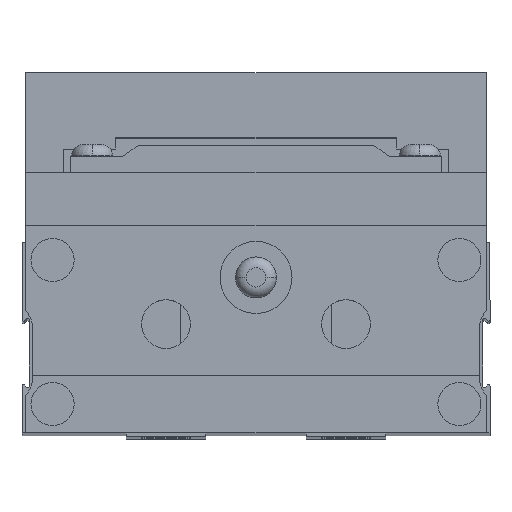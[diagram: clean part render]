
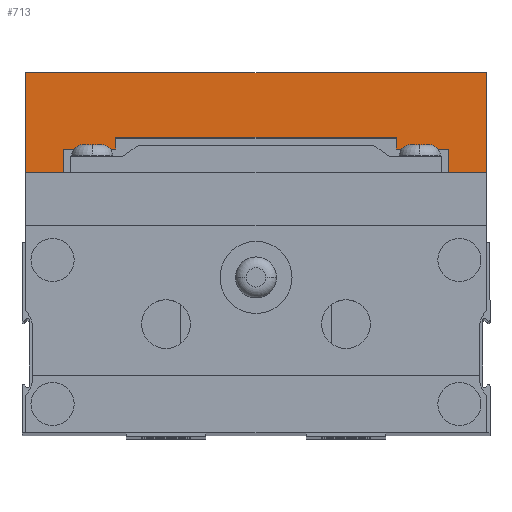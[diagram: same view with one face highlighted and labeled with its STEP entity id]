
A CAD part, top view. The second image highlights one B-rep face of the part: STEP entity #713.
In plain terms, the highlighted planar face has unit normal (0, 0, 1).
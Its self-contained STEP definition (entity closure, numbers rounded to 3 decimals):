
#9 = ORIENTED_EDGE ( 'NONE', *, *, #13194, .F. ) ;
#383 = DIRECTION ( 'NONE',  ( 1., 0., 0. ) ) ;
#574 = LINE ( 'NONE', #22587, #19543 ) ;
#625 = CARTESIAN_POINT ( 'NONE',  ( 19.5, 40.2, 73.2 ) ) ;
#658 = VECTOR ( 'NONE', #23445, 1000. ) ;
#713 = ADVANCED_FACE ( 'NONE', ( #13994 ), #25459, .T. ) ;
#843 = CARTESIAN_POINT ( 'NONE',  ( -32., 50.8, 73.2 ) ) ;
#1269 = VECTOR ( 'NONE', #8480, 1000. ) ;
#1279 = DIRECTION ( 'NONE',  ( 0., 1., 0. ) ) ;
#1399 = EDGE_CURVE ( 'NONE', #4159, #7303, #14731, .T. ) ;
#1670 = VECTOR ( 'NONE', #4224, 1000. ) ;
#1759 = EDGE_CURVE ( 'NONE', #10989, #18797, #7210, .T. ) ;
#2861 = CARTESIAN_POINT ( 'NONE',  ( 26.8, 40.2, 73.2 ) ) ;
#2965 = CARTESIAN_POINT ( 'NONE',  ( -19.5, 40.2, 73.2 ) ) ;
#3368 = ORIENTED_EDGE ( 'NONE', *, *, #8052, .F. ) ;
#3547 = VECTOR ( 'NONE', #383, 1000. ) ;
#3548 = DIRECTION ( 'NONE',  ( 1., 0., 0. ) ) ;
#3831 = ORIENTED_EDGE ( 'NONE', *, *, #3956, .F. ) ;
#3956 = EDGE_CURVE ( 'NONE', #7303, #10989, #24138, .T. ) ;
#4159 = VERTEX_POINT ( 'NONE', #17820 ) ;
#4176 = VECTOR ( 'NONE', #8671, 1000. ) ;
#4224 = DIRECTION ( 'NONE',  ( -1., 0., 0. ) ) ;
#4360 = LINE ( 'NONE', #10300, #3547 ) ;
#4776 = VECTOR ( 'NONE', #17054, 1000. ) ;
#5279 = CARTESIAN_POINT ( 'NONE',  ( -32., 35.8, 73.2 ) ) ;
#5354 = ORIENTED_EDGE ( 'NONE', *, *, #22945, .F. ) ;
#5427 = CARTESIAN_POINT ( 'NONE',  ( 26.8, 40.2, 73.2 ) ) ;
#7210 = LINE ( 'NONE', #17034, #25261 ) ;
#7303 = VERTEX_POINT ( 'NONE', #8166 ) ;
#7353 = LINE ( 'NONE', #5279, #4776 ) ;
#7361 = LINE ( 'NONE', #5427, #11593 ) ;
#7592 = LINE ( 'NONE', #19956, #1670 ) ;
#8052 = EDGE_CURVE ( 'NONE', #9545, #14777, #23192, .T. ) ;
#8166 = CARTESIAN_POINT ( 'NONE',  ( -26.8, 40.2, 73.2 ) ) ;
#8224 = LINE ( 'NONE', #625, #1269 ) ;
#8480 = DIRECTION ( 'NONE',  ( 0., 1., 0. ) ) ;
#8671 = DIRECTION ( 'NONE',  ( 0., -1., 0. ) ) ;
#9103 = EDGE_CURVE ( 'NONE', #18797, #25438, #7353, .T. ) ;
#9314 = VERTEX_POINT ( 'NONE', #9916 ) ;
#9378 = EDGE_CURVE ( 'NONE', #25438, #9545, #4360, .T. ) ;
#9545 = VERTEX_POINT ( 'NONE', #18932 ) ;
#9687 = CARTESIAN_POINT ( 'NONE',  ( 26.8, 35.8, 73.2 ) ) ;
#9916 = CARTESIAN_POINT ( 'NONE',  ( 19.5, 41.8, 73.2 ) ) ;
#10300 = CARTESIAN_POINT ( 'NONE',  ( -32., 50.8, 73.2 ) ) ;
#10836 = DIRECTION ( 'NONE',  ( -1., 0., 0. ) ) ;
#10864 = VECTOR ( 'NONE', #10836, 1000. ) ;
#10989 = VERTEX_POINT ( 'NONE', #21319 ) ;
#11080 = DIRECTION ( 'NONE',  ( -1., 0., 0. ) ) ;
#11217 = VECTOR ( 'NONE', #1279, 1000. ) ;
#11593 = VECTOR ( 'NONE', #21166, 1000. ) ;
#11690 = CARTESIAN_POINT ( 'NONE',  ( -32., 28.5, 73.2 ) ) ;
#12132 = EDGE_CURVE ( 'NONE', #13600, #9314, #8224, .T. ) ;
#12672 = DIRECTION ( 'NONE',  ( 0., -1., 0. ) ) ;
#12771 = ORIENTED_EDGE ( 'NONE', *, *, #9378, .F. ) ;
#13025 = LINE ( 'NONE', #13146, #10864 ) ;
#13146 = CARTESIAN_POINT ( 'NONE',  ( 32., 35.8, 73.2 ) ) ;
#13194 = EDGE_CURVE ( 'NONE', #21954, #17947, #24875, .T. ) ;
#13499 = ORIENTED_EDGE ( 'NONE', *, *, #9103, .F. ) ;
#13600 = VERTEX_POINT ( 'NONE', #19550 ) ;
#13994 = FACE_OUTER_BOUND ( 'NONE', #24488, .T. ) ;
#14194 = EDGE_CURVE ( 'NONE', #14777, #21954, #13025, .T. ) ;
#14731 = LINE ( 'NONE', #2965, #17002 ) ;
#14777 = VERTEX_POINT ( 'NONE', #21362 ) ;
#15338 = ORIENTED_EDGE ( 'NONE', *, *, #1759, .F. ) ;
#15438 = EDGE_CURVE ( 'NONE', #24835, #4159, #574, .T. ) ;
#16094 = ORIENTED_EDGE ( 'NONE', *, *, #1399, .F. ) ;
#16910 = CARTESIAN_POINT ( 'NONE',  ( 26.8, 35.8, 73.2 ) ) ;
#17002 = VECTOR ( 'NONE', #18966, 1000. ) ;
#17034 = CARTESIAN_POINT ( 'NONE',  ( -26.8, 35.8, 73.2 ) ) ;
#17054 = DIRECTION ( 'NONE',  ( 0., 1., 0. ) ) ;
#17696 = CARTESIAN_POINT ( 'NONE',  ( -32., 35.8, 73.2 ) ) ;
#17820 = CARTESIAN_POINT ( 'NONE',  ( -19.5, 40.2, 73.2 ) ) ;
#17944 = ORIENTED_EDGE ( 'NONE', *, *, #15438, .F. ) ;
#17947 = VERTEX_POINT ( 'NONE', #2861 ) ;
#18797 = VERTEX_POINT ( 'NONE', #17696 ) ;
#18932 = CARTESIAN_POINT ( 'NONE',  ( 32., 50.8, 73.2 ) ) ;
#18966 = DIRECTION ( 'NONE',  ( -1., 0., 0. ) ) ;
#19204 = CARTESIAN_POINT ( 'NONE',  ( 32., 50.8, 73.2 ) ) ;
#19406 = DIRECTION ( 'NONE',  ( 0., 0., 1. ) ) ;
#19476 = CARTESIAN_POINT ( 'NONE',  ( -19.5, 41.8, 73.2 ) ) ;
#19543 = VECTOR ( 'NONE', #12672, 1000. ) ;
#19550 = CARTESIAN_POINT ( 'NONE',  ( 19.5, 40.2, 73.2 ) ) ;
#19736 = ORIENTED_EDGE ( 'NONE', *, *, #14194, .F. ) ;
#19956 = CARTESIAN_POINT ( 'NONE',  ( 19.5, 41.8, 73.2 ) ) ;
#21166 = DIRECTION ( 'NONE',  ( -1., 0., 0. ) ) ;
#21319 = CARTESIAN_POINT ( 'NONE',  ( -26.8, 35.8, 73.2 ) ) ;
#21362 = CARTESIAN_POINT ( 'NONE',  ( 32., 35.8, 73.2 ) ) ;
#21954 = VERTEX_POINT ( 'NONE', #9687 ) ;
#22205 = CARTESIAN_POINT ( 'NONE',  ( -26.8, 40.2, 73.2 ) ) ;
#22587 = CARTESIAN_POINT ( 'NONE',  ( -19.5, 41.8, 73.2 ) ) ;
#22945 = EDGE_CURVE ( 'NONE', #9314, #24835, #7592, .T. ) ;
#23192 = LINE ( 'NONE', #19204, #658 ) ;
#23445 = DIRECTION ( 'NONE',  ( 0., -1., 0. ) ) ;
#23513 = AXIS2_PLACEMENT_3D ( 'NONE', #11690, #19406, #3548 ) ;
#23649 = ORIENTED_EDGE ( 'NONE', *, *, #24884, .F. ) ;
#24138 = LINE ( 'NONE', #22205, #4176 ) ;
#24488 = EDGE_LOOP ( 'NONE', ( #3368, #12771, #13499, #15338, #3831, #16094, #17944, #5354, #25056, #23649, #9, #19736 ) ) ;
#24835 = VERTEX_POINT ( 'NONE', #19476 ) ;
#24875 = LINE ( 'NONE', #16910, #11217 ) ;
#24884 = EDGE_CURVE ( 'NONE', #17947, #13600, #7361, .T. ) ;
#25056 = ORIENTED_EDGE ( 'NONE', *, *, #12132, .F. ) ;
#25261 = VECTOR ( 'NONE', #11080, 1000. ) ;
#25438 = VERTEX_POINT ( 'NONE', #843 ) ;
#25459 = PLANE ( 'NONE',  #23513 ) ;
